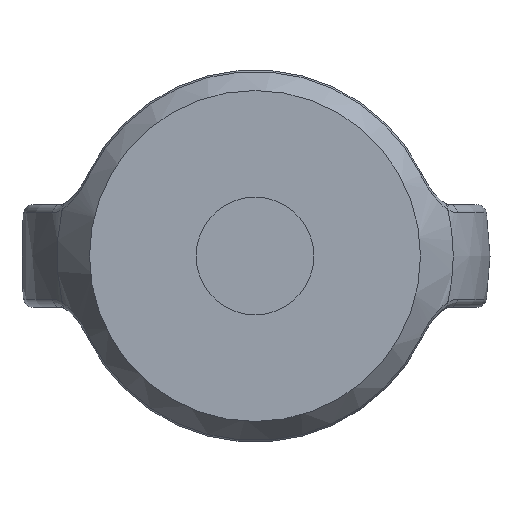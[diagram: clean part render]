
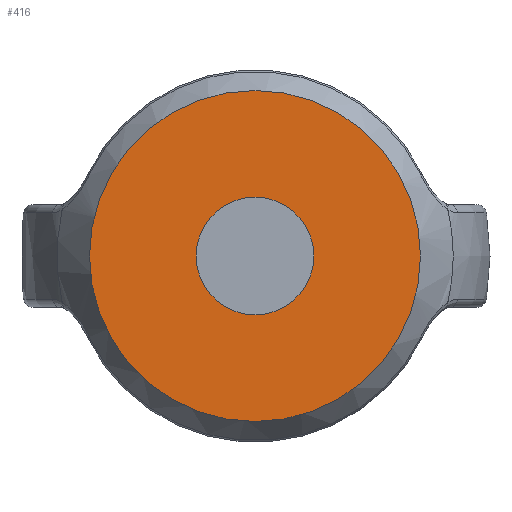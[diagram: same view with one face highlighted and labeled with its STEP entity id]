
A CAD part, front view. The second image highlights one B-rep face of the part: STEP entity #416.
In plain terms, the highlighted planar face has unit normal (0, -1, 0).
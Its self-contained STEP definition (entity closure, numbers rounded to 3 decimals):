
#416=ADVANCED_FACE('',(#756,#757),#599,.F.);
#599=PLANE('',#3381);
#703=CIRCLE('',#3377,22.5);
#705=CIRCLE('',#3380,8.);
#756=FACE_BOUND('',#825,.T.);
#757=FACE_BOUND('',#826,.T.);
#825=EDGE_LOOP('',(#1579));
#826=EDGE_LOOP('',(#1580));
#1579=ORIENTED_EDGE('',*,*,#2755,.T.);
#1580=ORIENTED_EDGE('',*,*,#2757,.T.);
#2453=VERTEX_POINT('',#4535);
#2455=VERTEX_POINT('',#4540);
#2755=EDGE_CURVE('',#2453,#2453,#703,.T.);
#2757=EDGE_CURVE('',#2455,#2455,#705,.T.);
#3377=AXIS2_PLACEMENT_3D('',#4534,#3632,#3633);
#3380=AXIS2_PLACEMENT_3D('',#4539,#3638,#3639);
#3381=AXIS2_PLACEMENT_3D('',#4541,#3640,#3641);
#3632=DIRECTION('',(0.,-1.,0.));
#3633=DIRECTION('',(0.,0.,-1.));
#3638=DIRECTION('',(0.,1.,0.));
#3639=DIRECTION('',(1.,0.,0.));
#3640=DIRECTION('',(0.,1.,0.));
#3641=DIRECTION('',(0.,0.,1.));
#4534=CARTESIAN_POINT('',(0.,0.,0.));
#4535=CARTESIAN_POINT('',(0.,0.,-22.5));
#4539=CARTESIAN_POINT('',(0.,0.,0.));
#4540=CARTESIAN_POINT('',(8.,0.,0.));
#4541=CARTESIAN_POINT('',(-22.5,0.,0.));
